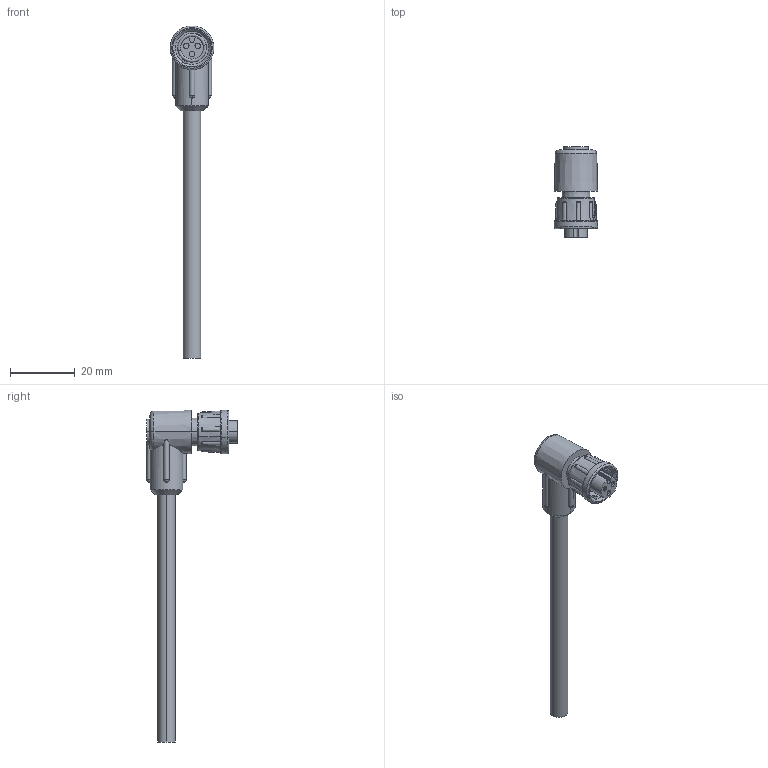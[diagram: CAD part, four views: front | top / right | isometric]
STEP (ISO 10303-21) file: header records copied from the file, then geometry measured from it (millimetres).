
FILE_DESCRIPTION (( 'STEP AP203' ), '1' );
FILE_NAME ('Part2^CARA16280XSXXX90.STEP', '2017-12-19T14:44:23', ( '' ), ( '' ), 'SwSTEP 2.0', 'SolidWorks 2017', '' );
FILE_SCHEMA (( 'CONFIG_CONTROL_DESIGN' ));
Length unit declared in the file: inch
Products named in the file (1): Part2^CARA16280XSXXX90
Bounding box: 13.46 x 27.94 x 102.36 mm (x, y, z)
Volume: 5770.4 mm3; surface area: 3520.2 mm2
Topology: 1 solids, 1 shells, 144 faces, 359 edges, 226 vertices
Faces by surface type: plane 44, torus 40, cylinder 30, cone 22, bspline 8
Entity records: 4812 total; most frequent: CARTESIAN_POINT 1279, DIRECTION 777, ORIENTED_EDGE 718, EDGE_CURVE 359, AXIS2_PLACEMENT_3D 352, VERTEX_POINT 226, CIRCLE 215, EDGE_LOOP 153
